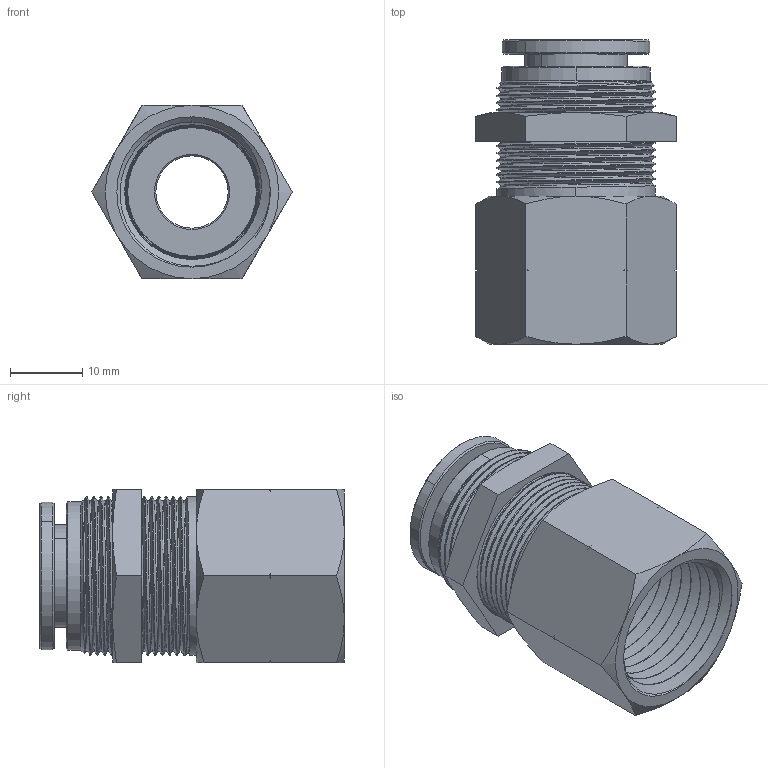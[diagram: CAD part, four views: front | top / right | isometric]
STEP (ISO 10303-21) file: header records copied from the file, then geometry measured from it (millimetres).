
FILE_DESCRIPTION (( 'STEP AP214' ), '1' );
FILE_NAME ('BCS1-2N1-2W.STEP', '2018-07-11T20:20:36', ( '' ), ( '' ), 'SwSTEP 2.0', 'SolidWorks 2016', '' );
FILE_SCHEMA (( 'AUTOMOTIVE_DESIGN' ));
Length unit declared in the file: millimetre
Products named in the file (1): BCS1-2N1-2W
Bounding box: 27.71 x 42.19 x 24 mm (x, y, z)
Volume: 9627.5 mm3; surface area: 11948.8 mm2
Topology: 7 solids, 7 shells, 523 faces, 1647 edges, 1145 vertices
Faces by surface type: cone 189, plane 165, cylinder 101, bspline 66, torus 2
Entity records: 39061 total; most frequent: CARTESIAN_POINT 20020, ORIENTED_EDGE 3294, DIRECTION 2123, EDGE_CURVE 1647, VERTEX_POINT 1145, AXIS2_PLACEMENT_3D 868, B_SPLINE_CURVE_WITH_KNOTS 835, EDGE_LOOP 544
